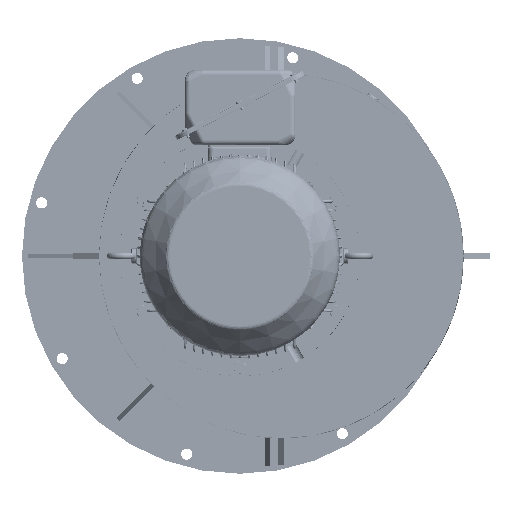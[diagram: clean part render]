
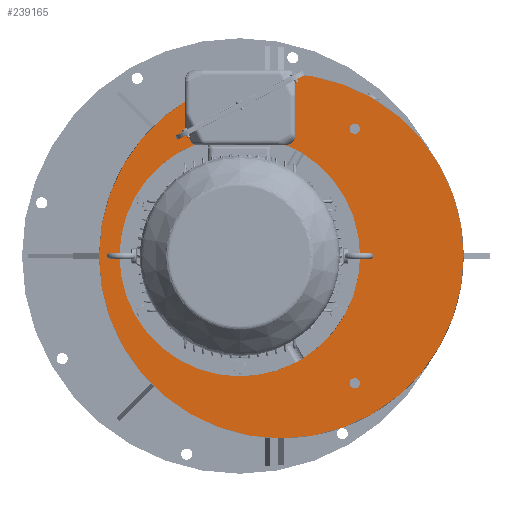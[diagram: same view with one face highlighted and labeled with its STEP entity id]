
A CAD part, left-side view. The second image highlights one B-rep face of the part: STEP entity #239165.
In plain terms, the highlighted planar face has unit normal (-1, 0, 0).
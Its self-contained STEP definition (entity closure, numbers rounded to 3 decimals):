
#364 = DIRECTION ( 'NONE',  ( 0., -1., 0. ) ) ;
#5304 = AXIS2_PLACEMENT_3D ( 'NONE', #396791, #217611, #146773 ) ;
#6098 = EDGE_LOOP ( 'NONE', ( #20368 ) ) ;
#10128 = EDGE_CURVE ( 'NONE', #312617, #312617, #267471, .T. ) ;
#11255 = EDGE_CURVE ( 'NONE', #53024, #53024, #197909, .T. ) ;
#19010 = EDGE_CURVE ( 'NONE', #387881, #387881, #340388, .T. ) ;
#20002 = DIRECTION ( 'NONE',  ( 1., 0., 0. ) ) ;
#20368 = ORIENTED_EDGE ( 'NONE', *, *, #198161, .T. ) ;
#23246 = FACE_BOUND ( 'NONE', #308486, .T. ) ;
#25598 = DIRECTION ( 'NONE',  ( 1., 0., 0. ) ) ;
#28860 = DIRECTION ( 'NONE',  ( 0., -1., 0. ) ) ;
#38860 = AXIS2_PLACEMENT_3D ( 'NONE', #389755, #144418, #364 ) ;
#47811 = EDGE_LOOP ( 'NONE', ( #221305 ) ) ;
#53024 = VERTEX_POINT ( 'NONE', #166367 ) ;
#53540 = AXIS2_PLACEMENT_3D ( 'NONE', #201847, #20002, #93270 ) ;
#56055 = EDGE_CURVE ( 'NONE', #220320, #220320, #198596, .T. ) ;
#58716 = DIRECTION ( 'NONE',  ( 0., 1., 0. ) ) ;
#61014 = PLANE ( 'NONE',  #154245 ) ;
#63576 = CARTESIAN_POINT ( 'NONE',  ( -275., 0., -220. ) ) ;
#64300 = DIRECTION ( 'NONE',  ( 1., 0., 0. ) ) ;
#71717 = CARTESIAN_POINT ( 'NONE',  ( -275., -237.188, -251.147 ) ) ;
#71798 = AXIS2_PLACEMENT_3D ( 'NONE', #175986, #286691, #430298 ) ;
#80973 = ORIENTED_EDGE ( 'NONE', *, *, #10128, .F. ) ;
#89086 = VERTEX_POINT ( 'NONE', #299308 ) ;
#93270 = DIRECTION ( 'NONE',  ( 0., 1., 0. ) ) ;
#96528 = FACE_BOUND ( 'NONE', #373307, .T. ) ;
#99789 = AXIS2_PLACEMENT_3D ( 'NONE', #63576, #165213, #455041 ) ;
#129407 = ORIENTED_EDGE ( 'NONE', *, *, #19010, .T. ) ;
#130957 = ORIENTED_EDGE ( 'NONE', *, *, #393195, .T. ) ;
#141537 = DIRECTION ( 'NONE',  ( 1., 0., 0. ) ) ;
#142850 = DIRECTION ( 'NONE',  ( 1., 0., 0. ) ) ;
#144418 = DIRECTION ( 'NONE',  ( 1., 0., 0. ) ) ;
#146773 = DIRECTION ( 'NONE',  ( 0., -1., 0. ) ) ;
#151682 = CIRCLE ( 'NONE', #53540, 6.917 ) ;
#154245 = AXIS2_PLACEMENT_3D ( 'NONE', #381959, #25598, #58716 ) ;
#165213 = DIRECTION ( 'NONE',  ( 1., 0., 0. ) ) ;
#166367 = CARTESIAN_POINT ( 'NONE',  ( -275., 3.459, -214.009 ) ) ;
#167380 = FACE_BOUND ( 'NONE', #397776, .T. ) ;
#167573 = VERTEX_POINT ( 'NONE', #455026 ) ;
#173422 = ORIENTED_EDGE ( 'NONE', *, *, #400527, .T. ) ;
#175986 = CARTESIAN_POINT ( 'NONE',  ( -275., -82., 0. ) ) ;
#184490 = VERTEX_POINT ( 'NONE', #191457 ) ;
#188399 = CIRCLE ( 'NONE', #400560, 6.918 ) ;
#189124 = CARTESIAN_POINT ( 'NONE',  ( -275., 187.067, -104.009 ) ) ;
#191457 = CARTESIAN_POINT ( 'NONE',  ( -275., 183.608, 110. ) ) ;
#197909 = CIRCLE ( 'NONE', #99789, 6.917 ) ;
#198161 = EDGE_CURVE ( 'NONE', #167573, #167573, #151682, .T. ) ;
#198596 = CIRCLE ( 'NONE', #206032, 10.188 ) ;
#200468 = FACE_BOUND ( 'NONE', #47811, .T. ) ;
#201847 = CARTESIAN_POINT ( 'NONE',  ( -275., -190.526, -110. ) ) ;
#206032 = AXIS2_PLACEMENT_3D ( 'NONE', #234456, #64300, #28860 ) ;
#209768 = FACE_BOUND ( 'NONE', #312444, .T. ) ;
#210535 = CARTESIAN_POINT ( 'NONE',  ( -275., 0., 220. ) ) ;
#217611 = DIRECTION ( 'NONE',  ( 1., 0., 0. ) ) ;
#220320 = VERTEX_POINT ( 'NONE', #408756 ) ;
#221305 = ORIENTED_EDGE ( 'NONE', *, *, #56055, .T. ) ;
#226396 = ORIENTED_EDGE ( 'NONE', *, *, #233259, .T. ) ;
#226926 = CIRCLE ( 'NONE', #317252, 6.918 ) ;
#227751 = ORIENTED_EDGE ( 'NONE', *, *, #265479, .T. ) ;
#233259 = EDGE_CURVE ( 'NONE', #256943, #256943, #330976, .T. ) ;
#234456 = CARTESIAN_POINT ( 'NONE',  ( -275., -227., 251.147 ) ) ;
#239165 = ADVANCED_FACE ( 'NONE', ( #23246, #200468, #242875, #96528, #351381, #346764, #209768, #167380, #386592 ), #61014, .F. ) ;
#239513 = CARTESIAN_POINT ( 'NONE',  ( -275., -82., 360. ) ) ;
#242875 = FACE_BOUND ( 'NONE', #300854, .T. ) ;
#256943 = VERTEX_POINT ( 'NONE', #287681 ) ;
#265479 = EDGE_CURVE ( 'NONE', #89086, #89086, #226926, .T. ) ;
#267471 = CIRCLE ( 'NONE', #71798, 360. ) ;
#285428 = DIRECTION ( 'NONE',  ( 0., -0.5, 0.866 ) ) ;
#286691 = DIRECTION ( 'NONE',  ( 1., 0., 0. ) ) ;
#287681 = CARTESIAN_POINT ( 'NONE',  ( -275., -187.067, 104.009 ) ) ;
#299308 = CARTESIAN_POINT ( 'NONE',  ( -275., -3.459, 214.009 ) ) ;
#300854 = EDGE_LOOP ( 'NONE', ( #227751 ) ) ;
#301489 = EDGE_LOOP ( 'NONE', ( #80973 ) ) ;
#308486 = EDGE_LOOP ( 'NONE', ( #129407 ) ) ;
#312444 = EDGE_LOOP ( 'NONE', ( #130957 ) ) ;
#312617 = VERTEX_POINT ( 'NONE', #239513 ) ;
#317252 = AXIS2_PLACEMENT_3D ( 'NONE', #210535, #455583, #319071 ) ;
#319071 = DIRECTION ( 'NONE',  ( 0., -0.5, -0.866 ) ) ;
#323606 = AXIS2_PLACEMENT_3D ( 'NONE', #399777, #142850, #326883 ) ;
#326883 = DIRECTION ( 'NONE',  ( 0., 0.5, -0.866 ) ) ;
#330976 = CIRCLE ( 'NONE', #323606, 6.918 ) ;
#339303 = ORIENTED_EDGE ( 'NONE', *, *, #11255, .T. ) ;
#340388 = CIRCLE ( 'NONE', #38860, 10.188 ) ;
#346764 = FACE_BOUND ( 'NONE', #349737, .T. ) ;
#349737 = EDGE_LOOP ( 'NONE', ( #339303 ) ) ;
#351381 = FACE_BOUND ( 'NONE', #6098, .T. ) ;
#373307 = EDGE_LOOP ( 'NONE', ( #226396 ) ) ;
#381959 = CARTESIAN_POINT ( 'NONE',  ( -275., -82., 0. ) ) ;
#386592 = FACE_OUTER_BOUND ( 'NONE', #301489, .T. ) ;
#387881 = VERTEX_POINT ( 'NONE', #71717 ) ;
#389755 = CARTESIAN_POINT ( 'NONE',  ( -275., -227., -251.147 ) ) ;
#393195 = EDGE_CURVE ( 'NONE', #436536, #436536, #188399, .T. ) ;
#396791 = CARTESIAN_POINT ( 'NONE',  ( -275., 190.526, 110. ) ) ;
#397776 = EDGE_LOOP ( 'NONE', ( #173422 ) ) ;
#399777 = CARTESIAN_POINT ( 'NONE',  ( -275., -190.526, 110. ) ) ;
#400527 = EDGE_CURVE ( 'NONE', #184490, #184490, #404717, .T. ) ;
#400560 = AXIS2_PLACEMENT_3D ( 'NONE', #466707, #141537, #285428 ) ;
#404717 = CIRCLE ( 'NONE', #5304, 6.917 ) ;
#408756 = CARTESIAN_POINT ( 'NONE',  ( -275., -237.188, 251.147 ) ) ;
#430298 = DIRECTION ( 'NONE',  ( 0., 0., 1. ) ) ;
#436536 = VERTEX_POINT ( 'NONE', #189124 ) ;
#455026 = CARTESIAN_POINT ( 'NONE',  ( -275., -183.608, -110. ) ) ;
#455041 = DIRECTION ( 'NONE',  ( 0., 0.5, 0.866 ) ) ;
#455583 = DIRECTION ( 'NONE',  ( 1., 0., 0. ) ) ;
#466707 = CARTESIAN_POINT ( 'NONE',  ( -275., 190.526, -110. ) ) ;
